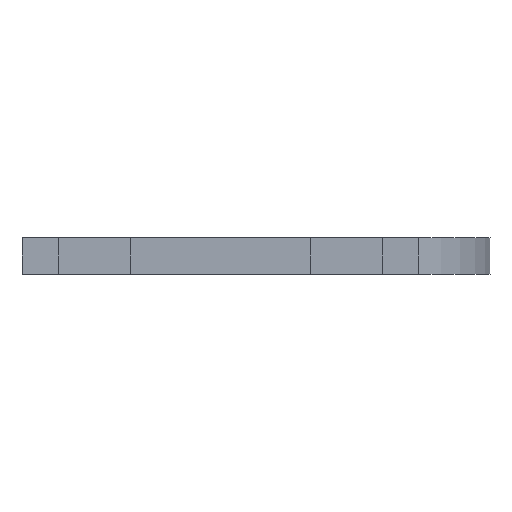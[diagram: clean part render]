
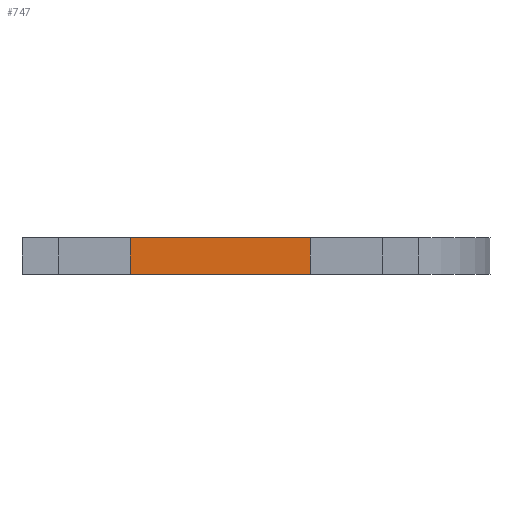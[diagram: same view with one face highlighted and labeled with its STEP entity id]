
A CAD part, left-side view. The second image highlights one B-rep face of the part: STEP entity #747.
In plain terms, the highlighted planar face has unit normal (-1, 0, 0).
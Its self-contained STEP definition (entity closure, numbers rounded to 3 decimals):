
#72 = PLANE('',#73);
#73 = AXIS2_PLACEMENT_3D('',#74,#75,#76);
#74 = CARTESIAN_POINT('',(49.312,7.067,3.));
#75 = DIRECTION('',(0.,0.,1.));
#76 = DIRECTION('',(1.,0.,0.));
#126 = PLANE('',#127);
#127 = AXIS2_PLACEMENT_3D('',#128,#129,#130);
#128 = CARTESIAN_POINT('',(49.312,7.067,0.));
#129 = DIRECTION('',(0.,0.,1.));
#130 = DIRECTION('',(1.,0.,-0.));
#617 = PLANE('',#618);
#618 = AXIS2_PLACEMENT_3D('',#619,#620,#621);
#619 = CARTESIAN_POINT('',(-3.,-0.34,0.));
#620 = DIRECTION('',(0.,1.,0.));
#621 = DIRECTION('',(1.,0.,0.));
#677 = VERTEX_POINT('',#678);
#678 = CARTESIAN_POINT('',(0.,-0.34,3.));
#699 = EDGE_CURVE('',#700,#677,#702,.T.);
#700 = VERTEX_POINT('',#701);
#701 = CARTESIAN_POINT('',(0.,-0.34,0.));
#702 = SURFACE_CURVE('',#703,(#707,#714),.PCURVE_S1.);
#703 = LINE('',#704,#705);
#704 = CARTESIAN_POINT('',(0.,-0.34,0.));
#705 = VECTOR('',#706,1.);
#706 = DIRECTION('',(0.,0.,1.));
#707 = PCURVE('',#617,#708);
#708 = DEFINITIONAL_REPRESENTATION('',(#709),#713);
#709 = LINE('',#710,#711);
#710 = CARTESIAN_POINT('',(3.,0.));
#711 = VECTOR('',#712,1.);
#712 = DIRECTION('',(0.,-1.));
#713 = ( GEOMETRIC_REPRESENTATION_CONTEXT(2) 
PARAMETRIC_REPRESENTATION_CONTEXT() REPRESENTATION_CONTEXT('2D SPACE',''
  ) );
#714 = PCURVE('',#715,#720);
#715 = PLANE('',#716);
#716 = AXIS2_PLACEMENT_3D('',#717,#718,#719);
#717 = CARTESIAN_POINT('',(0.,14.66,0.));
#718 = DIRECTION('',(1.,-0.,0.));
#719 = DIRECTION('',(-0.,-1.,0.));
#720 = DEFINITIONAL_REPRESENTATION('',(#721),#725);
#721 = LINE('',#722,#723);
#722 = CARTESIAN_POINT('',(15.,0.));
#723 = VECTOR('',#724,1.);
#724 = DIRECTION('',(0.,-1.));
#725 = ( GEOMETRIC_REPRESENTATION_CONTEXT(2) 
PARAMETRIC_REPRESENTATION_CONTEXT() REPRESENTATION_CONTEXT('2D SPACE',''
  ) );
#747 = ADVANCED_FACE('',(#748),#715,.F.);
#748 = FACE_BOUND('',#749,.F.);
#749 = EDGE_LOOP('',(#750,#780,#801,#802));
#750 = ORIENTED_EDGE('',*,*,#751,.T.);
#751 = EDGE_CURVE('',#752,#754,#756,.T.);
#752 = VERTEX_POINT('',#753);
#753 = CARTESIAN_POINT('',(0.,14.66,0.));
#754 = VERTEX_POINT('',#755);
#755 = CARTESIAN_POINT('',(0.,14.66,3.));
#756 = SURFACE_CURVE('',#757,(#761,#768),.PCURVE_S1.);
#757 = LINE('',#758,#759);
#758 = CARTESIAN_POINT('',(0.,14.66,0.));
#759 = VECTOR('',#760,1.);
#760 = DIRECTION('',(0.,0.,1.));
#761 = PCURVE('',#715,#762);
#762 = DEFINITIONAL_REPRESENTATION('',(#763),#767);
#763 = LINE('',#764,#765);
#764 = CARTESIAN_POINT('',(0.,0.));
#765 = VECTOR('',#766,1.);
#766 = DIRECTION('',(0.,-1.));
#767 = ( GEOMETRIC_REPRESENTATION_CONTEXT(2) 
PARAMETRIC_REPRESENTATION_CONTEXT() REPRESENTATION_CONTEXT('2D SPACE',''
  ) );
#768 = PCURVE('',#769,#774);
#769 = PLANE('',#770);
#770 = AXIS2_PLACEMENT_3D('',#771,#772,#773);
#771 = CARTESIAN_POINT('',(0.,14.66,0.));
#772 = DIRECTION('',(0.,-1.,0.));
#773 = DIRECTION('',(-1.,0.,0.));
#774 = DEFINITIONAL_REPRESENTATION('',(#775),#779);
#775 = LINE('',#776,#777);
#776 = CARTESIAN_POINT('',(0.,-0.));
#777 = VECTOR('',#778,1.);
#778 = DIRECTION('',(0.,-1.));
#779 = ( GEOMETRIC_REPRESENTATION_CONTEXT(2) 
PARAMETRIC_REPRESENTATION_CONTEXT() REPRESENTATION_CONTEXT('2D SPACE',''
  ) );
#780 = ORIENTED_EDGE('',*,*,#781,.T.);
#781 = EDGE_CURVE('',#754,#677,#782,.T.);
#782 = SURFACE_CURVE('',#783,(#787,#794),.PCURVE_S1.);
#783 = LINE('',#784,#785);
#784 = CARTESIAN_POINT('',(0.,14.66,3.));
#785 = VECTOR('',#786,1.);
#786 = DIRECTION('',(0.,-1.,0.));
#787 = PCURVE('',#715,#788);
#788 = DEFINITIONAL_REPRESENTATION('',(#789),#793);
#789 = LINE('',#790,#791);
#790 = CARTESIAN_POINT('',(0.,-3.));
#791 = VECTOR('',#792,1.);
#792 = DIRECTION('',(1.,0.));
#793 = ( GEOMETRIC_REPRESENTATION_CONTEXT(2) 
PARAMETRIC_REPRESENTATION_CONTEXT() REPRESENTATION_CONTEXT('2D SPACE',''
  ) );
#794 = PCURVE('',#72,#795);
#795 = DEFINITIONAL_REPRESENTATION('',(#796),#800);
#796 = LINE('',#797,#798);
#797 = CARTESIAN_POINT('',(-49.312,7.593));
#798 = VECTOR('',#799,1.);
#799 = DIRECTION('',(0.,-1.));
#800 = ( GEOMETRIC_REPRESENTATION_CONTEXT(2) 
PARAMETRIC_REPRESENTATION_CONTEXT() REPRESENTATION_CONTEXT('2D SPACE',''
  ) );
#801 = ORIENTED_EDGE('',*,*,#699,.F.);
#802 = ORIENTED_EDGE('',*,*,#803,.F.);
#803 = EDGE_CURVE('',#752,#700,#804,.T.);
#804 = SURFACE_CURVE('',#805,(#809,#816),.PCURVE_S1.);
#805 = LINE('',#806,#807);
#806 = CARTESIAN_POINT('',(0.,14.66,0.));
#807 = VECTOR('',#808,1.);
#808 = DIRECTION('',(0.,-1.,0.));
#809 = PCURVE('',#715,#810);
#810 = DEFINITIONAL_REPRESENTATION('',(#811),#815);
#811 = LINE('',#812,#813);
#812 = CARTESIAN_POINT('',(0.,0.));
#813 = VECTOR('',#814,1.);
#814 = DIRECTION('',(1.,0.));
#815 = ( GEOMETRIC_REPRESENTATION_CONTEXT(2) 
PARAMETRIC_REPRESENTATION_CONTEXT() REPRESENTATION_CONTEXT('2D SPACE',''
  ) );
#816 = PCURVE('',#126,#817);
#817 = DEFINITIONAL_REPRESENTATION('',(#818),#822);
#818 = LINE('',#819,#820);
#819 = CARTESIAN_POINT('',(-49.312,7.593));
#820 = VECTOR('',#821,1.);
#821 = DIRECTION('',(0.,-1.));
#822 = ( GEOMETRIC_REPRESENTATION_CONTEXT(2) 
PARAMETRIC_REPRESENTATION_CONTEXT() REPRESENTATION_CONTEXT('2D SPACE',''
  ) );
